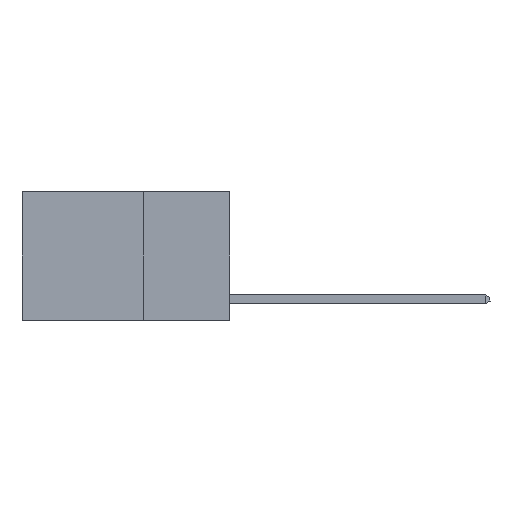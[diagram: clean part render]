
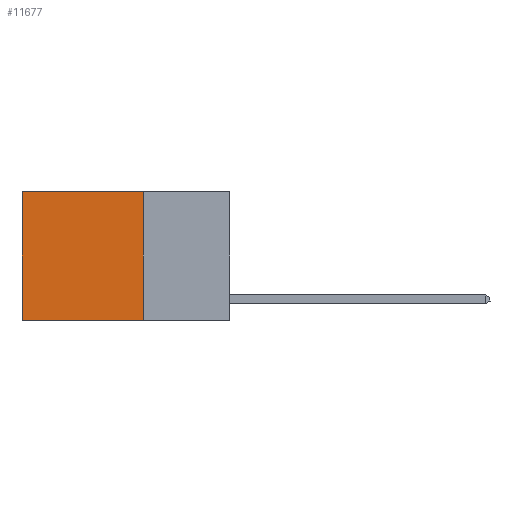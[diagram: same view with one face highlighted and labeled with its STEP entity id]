
A CAD part, left-side view. The second image highlights one B-rep face of the part: STEP entity #11677.
In plain terms, the highlighted planar face has unit normal (-1, 0, 0).
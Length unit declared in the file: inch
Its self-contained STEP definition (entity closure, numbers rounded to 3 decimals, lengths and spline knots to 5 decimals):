
#331 = CARTESIAN_POINT ( 'NONE',  ( 0.2625, 0.25, -0.37 ) ) ;
#2221 = CARTESIAN_POINT ( 'NONE',  ( 0.2625, 0.25, 0. ) ) ;
#3370 = DIRECTION ( 'NONE',  ( 0., 0., -1. ) ) ;
#3764 = VECTOR ( 'NONE', #12786, 39.37008 ) ;
#3922 = ORIENTED_EDGE ( 'NONE', *, *, #5420, .T. ) ;
#5420 = EDGE_CURVE ( 'NONE', #11113, #10464, #18148, .T. ) ;
#5806 = LINE ( 'NONE', #331, #3764 ) ;
#6302 = PLANE ( 'NONE',  #7024 ) ;
#6646 = LINE ( 'NONE', #10600, #8983 ) ;
#7024 = AXIS2_PLACEMENT_3D ( 'NONE', #8726, #19275, #3370 ) ;
#8033 = FACE_OUTER_BOUND ( 'NONE', #18276, .T. ) ;
#8202 = VECTOR ( 'NONE', #22906, 39.37008 ) ;
#8341 = CARTESIAN_POINT ( 'NONE',  ( 0.2625, 0.6, 0. ) ) ;
#8726 = CARTESIAN_POINT ( 'NONE',  ( 0.2625, 0.25, 0. ) ) ;
#8983 = VECTOR ( 'NONE', #17440, 39.37008 ) ;
#9145 = CARTESIAN_POINT ( 'NONE',  ( 0.2625, 0.6, 0. ) ) ;
#9347 = DIRECTION ( 'NONE',  ( 0., 1., 0. ) ) ;
#10464 = VERTEX_POINT ( 'NONE', #8341 ) ;
#10600 = CARTESIAN_POINT ( 'NONE',  ( 0.2625, 0.25, 0. ) ) ;
#11113 = VERTEX_POINT ( 'NONE', #16340 ) ;
#11157 = ORIENTED_EDGE ( 'NONE', *, *, #14410, .F. ) ;
#11677 = ADVANCED_FACE ( 'NONE', ( #8033 ), #6302, .F. ) ;
#12786 = DIRECTION ( 'NONE',  ( 0., 1., 0. ) ) ;
#13628 = EDGE_CURVE ( 'NONE', #10464, #18858, #19439, .T. ) ;
#13825 = EDGE_CURVE ( 'NONE', #11113, #19898, #6646, .T. ) ;
#14410 = EDGE_CURVE ( 'NONE', #19898, #18858, #5806, .T. ) ;
#15814 = ORIENTED_EDGE ( 'NONE', *, *, #13825, .F. ) ;
#16340 = CARTESIAN_POINT ( 'NONE',  ( 0.2625, 0.25, 0. ) ) ;
#17440 = DIRECTION ( 'NONE',  ( 0., 0., -1. ) ) ;
#18148 = LINE ( 'NONE', #2221, #20246 ) ;
#18276 = EDGE_LOOP ( 'NONE', ( #21472, #11157, #15814, #3922 ) ) ;
#18858 = VERTEX_POINT ( 'NONE', #21600 ) ;
#19275 = DIRECTION ( 'NONE',  ( 1., 0., 0. ) ) ;
#19439 = LINE ( 'NONE', #9145, #8202 ) ;
#19898 = VERTEX_POINT ( 'NONE', #20140 ) ;
#20140 = CARTESIAN_POINT ( 'NONE',  ( 0.2625, 0.25, -0.37 ) ) ;
#20246 = VECTOR ( 'NONE', #9347, 39.37008 ) ;
#21472 = ORIENTED_EDGE ( 'NONE', *, *, #13628, .T. ) ;
#21600 = CARTESIAN_POINT ( 'NONE',  ( 0.2625, 0.6, -0.37 ) ) ;
#22906 = DIRECTION ( 'NONE',  ( 0., 0., -1. ) ) ;
